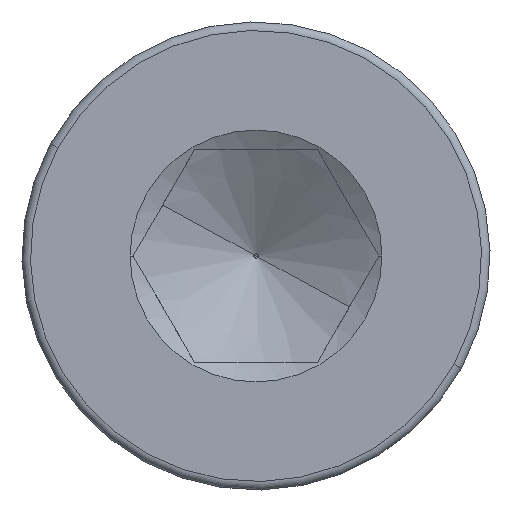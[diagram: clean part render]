
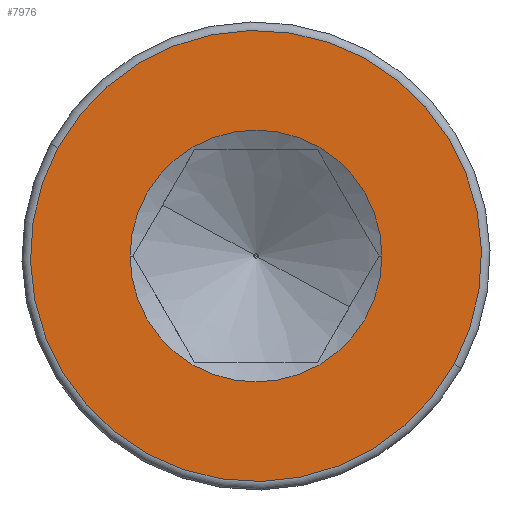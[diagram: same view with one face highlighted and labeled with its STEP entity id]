
A CAD part, left-side view. The second image highlights one B-rep face of the part: STEP entity #7976.
In plain terms, the highlighted planar face has unit normal (-1, 0, 0).
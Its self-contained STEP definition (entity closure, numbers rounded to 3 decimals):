
#1276=CARTESIAN_POINT('Vertex',(-3.,-2.326,-1.27)) ;
#1279=CARTESIAN_POINT('Axis2P3D Location',(-3.,0.,0.)) ;
#1283=CARTESIAN_POINT('Vertex',(-3.,2.326,1.27)) ;
#1303=CARTESIAN_POINT('Axis2P3D Location',(-3.,0.,0.)) ;
#7949=CARTESIAN_POINT('Axis2P3D Location',(-3.,2.75,0.)) ;
#7958=CARTESIAN_POINT('Axis2P3D Location',(-3.,0.,0.)) ;
#7962=CARTESIAN_POINT('Vertex',(-3.,1.479,0.)) ;
#7964=CARTESIAN_POINT('Vertex',(-3.,-1.479,0.)) ;
#7967=CARTESIAN_POINT('Axis2P3D Location',(-3.,0.,0.)) ;
#1280=DIRECTION('Axis2P3D Direction',(1.,0.,-0.)) ;
#1304=DIRECTION('Axis2P3D Direction',(1.,-0.,0.)) ;
#7950=DIRECTION('Axis2P3D Direction',(1.,0.,0.)) ;
#7951=DIRECTION('Axis2P3D XDirection',(0.,1.,0.)) ;
#7959=DIRECTION('Axis2P3D Direction',(1.,0.,0.)) ;
#7968=DIRECTION('Axis2P3D Direction',(1.,0.,0.)) ;
#1281=AXIS2_PLACEMENT_3D('Circle Axis2P3D',#1279,#1280,$) ;
#1305=AXIS2_PLACEMENT_3D('Circle Axis2P3D',#1303,#1304,$) ;
#7952=AXIS2_PLACEMENT_3D('Plane Axis2P3D',#7949,#7950,#7951) ;
#7960=AXIS2_PLACEMENT_3D('Circle Axis2P3D',#7958,#7959,$) ;
#7969=AXIS2_PLACEMENT_3D('Circle Axis2P3D',#7967,#7968,$) ;
#7955=ORIENTED_EDGE('',*,*,#1285,.F.) ;
#7956=ORIENTED_EDGE('',*,*,#1307,.F.) ;
#7973=ORIENTED_EDGE('',*,*,#7966,.T.) ;
#7974=ORIENTED_EDGE('',*,*,#7971,.T.) ;
#7975=FACE_BOUND('',#7972,.T.) ;
#7976=ADVANCED_FACE('\X2\51E04F554F53\X0\.\X2\4E3B4F53\X0\',(#7957,#7975),#7953,.F.) ;
#1282=CIRCLE('generated circle',#1281,2.65) ;
#1306=CIRCLE('generated circle',#1305,2.65) ;
#7961=CIRCLE('generated circle',#7960,1.479) ;
#7970=CIRCLE('generated circle',#7969,1.479) ;
#1285=EDGE_CURVE('',#1277,#1284,#1282,.T.) ;
#1307=EDGE_CURVE('',#1284,#1277,#1306,.T.) ;
#7966=EDGE_CURVE('',#7963,#7965,#7961,.T.) ;
#7971=EDGE_CURVE('',#7965,#7963,#7970,.T.) ;
#7954=EDGE_LOOP('',(#7955,#7956)) ;
#7972=EDGE_LOOP('',(#7973,#7974)) ;
#7957=FACE_OUTER_BOUND('',#7954,.T.) ;
#7953=PLANE('',#7952) ;
#1277=VERTEX_POINT('',#1276) ;
#1284=VERTEX_POINT('',#1283) ;
#7963=VERTEX_POINT('',#7962) ;
#7965=VERTEX_POINT('',#7964) ;
